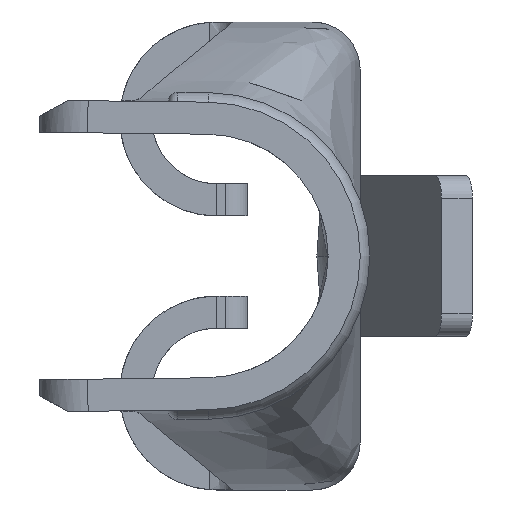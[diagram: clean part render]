
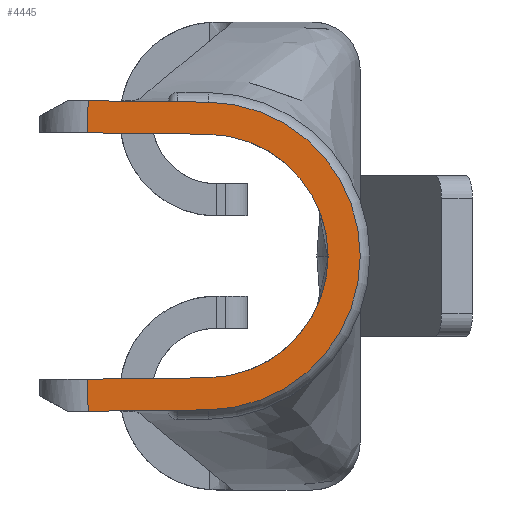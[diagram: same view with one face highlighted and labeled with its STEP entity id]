
A CAD part, left-side view. The second image highlights one B-rep face of the part: STEP entity #4445.
In plain terms, the highlighted planar face has unit normal (-1, 0, 0).
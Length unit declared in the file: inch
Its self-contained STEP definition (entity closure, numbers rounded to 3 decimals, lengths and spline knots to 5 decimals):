
#186 = LINE ( 'NONE', #244, #1242 ) ;
#191 = CARTESIAN_POINT ( 'NONE',  ( -0.505, 0.075, 0.03843 ) ) ;
#244 = CARTESIAN_POINT ( 'NONE',  ( -0.505, 0.07544, -0.00043 ) ) ;
#336 = DIRECTION ( 'NONE',  ( 0., 0., -1. ) ) ;
#476 = EDGE_CURVE ( 'NONE', #2326, #605, #2912, .T. ) ;
#493 = CARTESIAN_POINT ( 'NONE',  ( -0.505, 0.03745, -0.048 ) ) ;
#502 = VERTEX_POINT ( 'NONE', #3062 ) ;
#534 = CARTESIAN_POINT ( 'NONE',  ( -0.505, 0.03756, -0.038 ) ) ;
#554 = CARTESIAN_POINT ( 'NONE',  ( -0.505, 0.075, -0.03843 ) ) ;
#605 = VERTEX_POINT ( 'NONE', #191 ) ;
#825 = VERTEX_POINT ( 'NONE', #838 ) ;
#838 = CARTESIAN_POINT ( 'NONE',  ( -0.505, 0.03745, -0.048 ) ) ;
#839 = EDGE_CURVE ( 'NONE', #1363, #1349, #4508, .T. ) ;
#878 = CARTESIAN_POINT ( 'NONE',  ( -0.505, 0.03756, 0.038 ) ) ;
#884 = EDGE_CURVE ( 'NONE', #3278, #605, #3343, .T. ) ;
#938 = DIRECTION ( 'NONE',  ( 0., 1., -0.011 ) ) ;
#1093 = CIRCLE ( 'NONE', #2785, 0.048 ) ;
#1101 = EDGE_LOOP ( 'NONE', ( #2178, #1886, #3840, #1276, #3523, #4454, #2515, #2696 ) ) ;
#1219 = VERTEX_POINT ( 'NONE', #5050 ) ;
#1242 = VECTOR ( 'NONE', #2429, 39.37008 ) ;
#1276 = ORIENTED_EDGE ( 'NONE', *, *, #4867, .F. ) ;
#1349 = VERTEX_POINT ( 'NONE', #534 ) ;
#1363 = VERTEX_POINT ( 'NONE', #554 ) ;
#1476 = CARTESIAN_POINT ( 'NONE',  ( -0.505, 0.07544, 0.00043 ) ) ;
#1750 = VECTOR ( 'NONE', #1905, 39.37008 ) ;
#1886 = ORIENTED_EDGE ( 'NONE', *, *, #476, .T. ) ;
#1905 = DIRECTION ( 'NONE',  ( 0., 0.011, -1. ) ) ;
#2160 = DIRECTION ( 'NONE',  ( 0., -1., 0.011 ) ) ;
#2178 = ORIENTED_EDGE ( 'NONE', *, *, #4256, .F. ) ;
#2326 = VERTEX_POINT ( 'NONE', #4694 ) ;
#2399 = VECTOR ( 'NONE', #5039, 39.37008 ) ;
#2429 = DIRECTION ( 'NONE',  ( 0., -0.011, -1. ) ) ;
#2436 = LINE ( 'NONE', #493, #4226 ) ;
#2459 = CARTESIAN_POINT ( 'NONE',  ( -0.505, 0.038, 0. ) ) ;
#2515 = ORIENTED_EDGE ( 'NONE', *, *, #3002, .F. ) ;
#2544 = CARTESIAN_POINT ( 'NONE',  ( -0.505, 0.038, 0. ) ) ;
#2696 = ORIENTED_EDGE ( 'NONE', *, *, #3318, .F. ) ;
#2740 = VECTOR ( 'NONE', #2160, 39.37008 ) ;
#2785 = AXIS2_PLACEMENT_3D ( 'NONE', #4961, #2854, #336 ) ;
#2823 = DIRECTION ( 'NONE',  ( 0., 0., -1. ) ) ;
#2854 = DIRECTION ( 'NONE',  ( 1., 0., 0. ) ) ;
#2890 = PLANE ( 'NONE',  #4857 ) ;
#2904 = DIRECTION ( 'NONE',  ( 0., 0., -1. ) ) ;
#2912 = LINE ( 'NONE', #1476, #1750 ) ;
#3002 = EDGE_CURVE ( 'NONE', #825, #1219, #2436, .T. ) ;
#3034 = AXIS2_PLACEMENT_3D ( 'NONE', #2459, #4925, #2823 ) ;
#3062 = CARTESIAN_POINT ( 'NONE',  ( -0.505, 0.03745, 0.048 ) ) ;
#3095 = CARTESIAN_POINT ( 'NONE',  ( -0.505, 0.03745, 0.048 ) ) ;
#3125 = FACE_OUTER_BOUND ( 'NONE', #1101, .T. ) ;
#3227 = CIRCLE ( 'NONE', #3034, 0.038 ) ;
#3278 = VERTEX_POINT ( 'NONE', #4911 ) ;
#3318 = EDGE_CURVE ( 'NONE', #502, #825, #1093, .T. ) ;
#3343 = LINE ( 'NONE', #878, #2399 ) ;
#3523 = ORIENTED_EDGE ( 'NONE', *, *, #839, .F. ) ;
#3840 = ORIENTED_EDGE ( 'NONE', *, *, #884, .F. ) ;
#3902 = VECTOR ( 'NONE', #4843, 39.37008 ) ;
#4021 = LINE ( 'NONE', #3095, #3902 ) ;
#4226 = VECTOR ( 'NONE', #938, 39.37008 ) ;
#4256 = EDGE_CURVE ( 'NONE', #2326, #502, #4021, .T. ) ;
#4331 = CARTESIAN_POINT ( 'NONE',  ( -0.505, 0.03756, -0.038 ) ) ;
#4445 = ADVANCED_FACE ( 'NONE', ( #3125 ), #2890, .F. ) ;
#4454 = ORIENTED_EDGE ( 'NONE', *, *, #4849, .T. ) ;
#4508 = LINE ( 'NONE', #4331, #2740 ) ;
#4694 = CARTESIAN_POINT ( 'NONE',  ( -0.505, 0.07489, 0.04843 ) ) ;
#4843 = DIRECTION ( 'NONE',  ( 0., -1., -0.011 ) ) ;
#4849 = EDGE_CURVE ( 'NONE', #1363, #1219, #186, .T. ) ;
#4857 = AXIS2_PLACEMENT_3D ( 'NONE', #2544, #5012, #2904 ) ;
#4867 = EDGE_CURVE ( 'NONE', #1349, #3278, #3227, .T. ) ;
#4911 = CARTESIAN_POINT ( 'NONE',  ( -0.505, 0.03756, 0.038 ) ) ;
#4925 = DIRECTION ( 'NONE',  ( -1., 0., 0. ) ) ;
#4961 = CARTESIAN_POINT ( 'NONE',  ( -0.505, 0.038, 0. ) ) ;
#5012 = DIRECTION ( 'NONE',  ( 1., 0., 0. ) ) ;
#5039 = DIRECTION ( 'NONE',  ( 0., 1., 0.011 ) ) ;
#5050 = CARTESIAN_POINT ( 'NONE',  ( -0.505, 0.07489, -0.04843 ) ) ;
